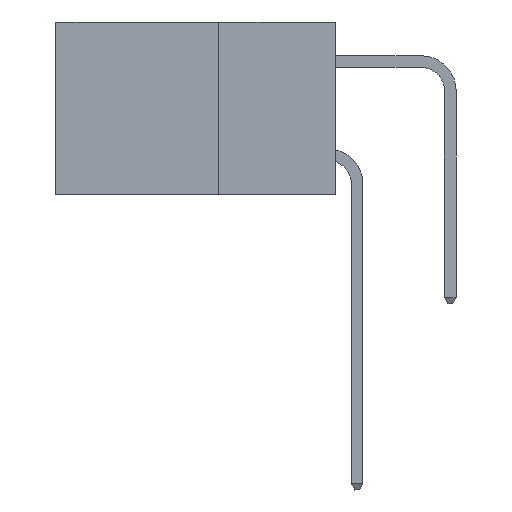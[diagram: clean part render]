
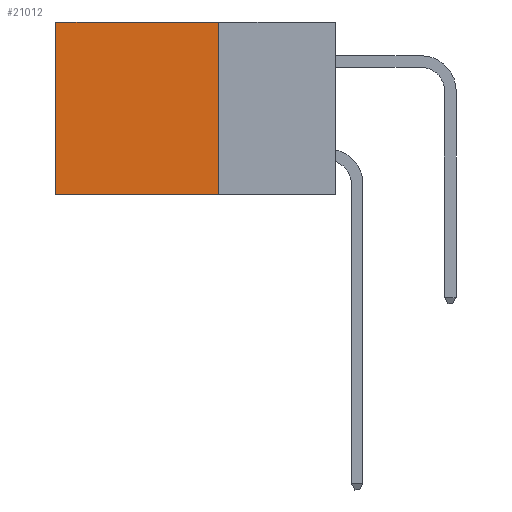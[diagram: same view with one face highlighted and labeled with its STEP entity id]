
A CAD part, left-side view. The second image highlights one B-rep face of the part: STEP entity #21012.
In plain terms, the highlighted planar face has unit normal (-1, 0, 0).
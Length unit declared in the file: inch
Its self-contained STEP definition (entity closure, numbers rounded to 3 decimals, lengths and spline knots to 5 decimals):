
#420 = PLANE ( 'NONE',  #22038 ) ;
#2412 = DIRECTION ( 'NONE',  ( 1., 0., 0. ) ) ;
#3082 = ORIENTED_EDGE ( 'NONE', *, *, #7845, .F. ) ;
#3689 = VECTOR ( 'NONE', #6519, 39.37008 ) ;
#4987 = VERTEX_POINT ( 'NONE', #5005 ) ;
#5005 = CARTESIAN_POINT ( 'NONE',  ( 0.2875, 0.25, -0.37 ) ) ;
#5373 = CARTESIAN_POINT ( 'NONE',  ( 0.2875, 0.6, -0.37 ) ) ;
#6274 = CARTESIAN_POINT ( 'NONE',  ( 0.2875, 0.6, 0. ) ) ;
#6285 = DIRECTION ( 'NONE',  ( 0., 0., -1. ) ) ;
#6460 = ORIENTED_EDGE ( 'NONE', *, *, #13421, .T. ) ;
#6519 = DIRECTION ( 'NONE',  ( 0., 1., 0. ) ) ;
#7155 = VECTOR ( 'NONE', #19176, 39.37008 ) ;
#7845 = EDGE_CURVE ( 'NONE', #10402, #4987, #16229, .T. ) ;
#8380 = ORIENTED_EDGE ( 'NONE', *, *, #21927, .F. ) ;
#10402 = VERTEX_POINT ( 'NONE', #13808 ) ;
#11047 = FACE_OUTER_BOUND ( 'NONE', #15207, .T. ) ;
#11048 = EDGE_CURVE ( 'NONE', #10402, #21453, #13673, .T. ) ;
#11365 = VECTOR ( 'NONE', #6285, 39.37008 ) ;
#11858 = CARTESIAN_POINT ( 'NONE',  ( 0.2875, 0.25, 0. ) ) ;
#13421 = EDGE_CURVE ( 'NONE', #21453, #16635, #21849, .T. ) ;
#13655 = CARTESIAN_POINT ( 'NONE',  ( 0.2875, 0.25, 0. ) ) ;
#13673 = LINE ( 'NONE', #23036, #3689 ) ;
#13808 = CARTESIAN_POINT ( 'NONE',  ( 0.2875, 0.25, 0. ) ) ;
#15207 = EDGE_LOOP ( 'NONE', ( #6460, #8380, #3082, #24019 ) ) ;
#15543 = DIRECTION ( 'NONE',  ( 0., 0., -1. ) ) ;
#16229 = LINE ( 'NONE', #11858, #11365 ) ;
#16635 = VERTEX_POINT ( 'NONE', #5373 ) ;
#19176 = DIRECTION ( 'NONE',  ( 0., 0., -1. ) ) ;
#20185 = VECTOR ( 'NONE', #23682, 39.37008 ) ;
#20763 = LINE ( 'NONE', #21962, #20185 ) ;
#21012 = ADVANCED_FACE ( 'NONE', ( #11047 ), #420, .F. ) ;
#21453 = VERTEX_POINT ( 'NONE', #22502 ) ;
#21849 = LINE ( 'NONE', #6274, #7155 ) ;
#21927 = EDGE_CURVE ( 'NONE', #4987, #16635, #20763, .T. ) ;
#21962 = CARTESIAN_POINT ( 'NONE',  ( 0.2875, 0.25, -0.37 ) ) ;
#22038 = AXIS2_PLACEMENT_3D ( 'NONE', #13655, #2412, #15543 ) ;
#22502 = CARTESIAN_POINT ( 'NONE',  ( 0.2875, 0.6, 0. ) ) ;
#23036 = CARTESIAN_POINT ( 'NONE',  ( 0.2875, 0.25, 0. ) ) ;
#23682 = DIRECTION ( 'NONE',  ( 0., 1., 0. ) ) ;
#24019 = ORIENTED_EDGE ( 'NONE', *, *, #11048, .T. ) ;
